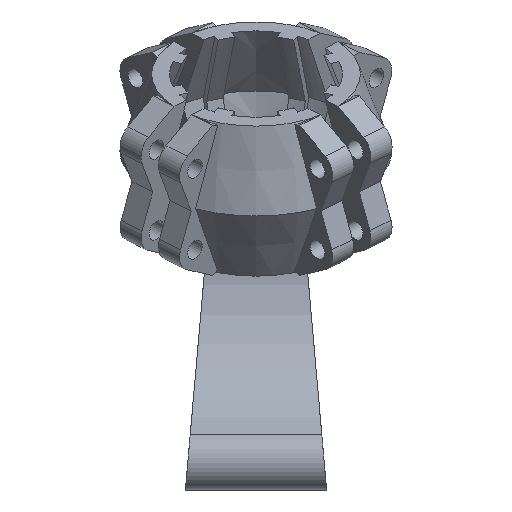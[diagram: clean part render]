
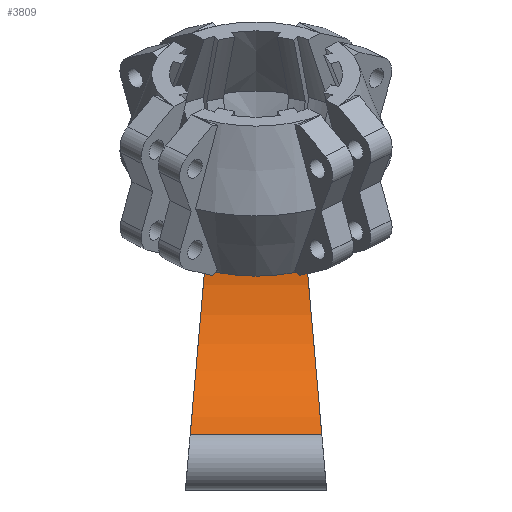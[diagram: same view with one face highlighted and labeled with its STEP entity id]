
A CAD part, top view. The second image highlights one B-rep face of the part: STEP entity #3809.
In plain terms, the highlighted cylindrical face has radius 30 mm (diameter 60 mm), a partial arc.
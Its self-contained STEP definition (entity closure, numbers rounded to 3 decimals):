
#61=CYLINDRICAL_SURFACE('',#4067,30.);
#445=FACE_OUTER_BOUND('',#653,.T.);
#653=EDGE_LOOP('',(#2692,#2693,#2694,#2695));
#927=LINE('',#5975,#1218);
#928=LINE('',#5977,#1219);
#1218=VECTOR('',#4599,10.);
#1219=VECTOR('',#4602,10.);
#1447=ELLIPSE('',#4023,30.115,30.);
#1465=ELLIPSE('',#4042,30.115,30.);
#1512=VERTEX_POINT('',#5600);
#1513=VERTEX_POINT('',#5650);
#1562=VERTEX_POINT('',#5785);
#1563=VERTEX_POINT('',#5787);
#1919=EDGE_CURVE('',#1513,#1512,#1447,.T.);
#1970=EDGE_CURVE('',#1562,#1563,#1465,.T.);
#1997=EDGE_CURVE('',#1562,#1513,#927,.T.);
#1998=EDGE_CURVE('',#1563,#1512,#928,.T.);
#2692=ORIENTED_EDGE('',*,*,#1997,.T.);
#2693=ORIENTED_EDGE('',*,*,#1919,.T.);
#2694=ORIENTED_EDGE('',*,*,#1998,.F.);
#2695=ORIENTED_EDGE('',*,*,#1970,.F.);
#3809=ADVANCED_FACE('',(#445),#61,.F.);
#4023=AXIS2_PLACEMENT_3D('',#5651,#4454,#4455);
#4042=AXIS2_PLACEMENT_3D('',#5788,#4524,#4525);
#4067=AXIS2_PLACEMENT_3D('',#5976,#4600,#4601);
#4454=DIRECTION('center_axis',(0.996,0.087,0.));
#4455=DIRECTION('ref_axis',(-0.087,0.996,0.));
#4524=DIRECTION('center_axis',(0.996,-0.087,0.));
#4525=DIRECTION('ref_axis',(0.087,0.996,0.));
#4599=DIRECTION('',(1.,0.,0.));
#4600=DIRECTION('center_axis',(1.,0.,0.));
#4601=DIRECTION('ref_axis',(0.,1.,0.));
#4602=DIRECTION('',(1.,0.,0.));
#5600=CARTESIAN_POINT('',(6.341,24.011,-19.333));
#5650=CARTESIAN_POINT('',(11.022,-29.491,-22.394));
#5651=CARTESIAN_POINT('Origin',(8.749,-3.51,-7.394));
#5785=CARTESIAN_POINT('',(-11.022,-29.491,-22.394));
#5787=CARTESIAN_POINT('',(-6.341,24.011,-19.333));
#5788=CARTESIAN_POINT('Origin',(-8.749,-3.51,-7.394));
#5975=CARTESIAN_POINT('',(0.,-29.491,-22.394));
#5976=CARTESIAN_POINT('Origin',(0.,-3.51,-7.394));
#5977=CARTESIAN_POINT('',(0.,24.011,-19.333));
